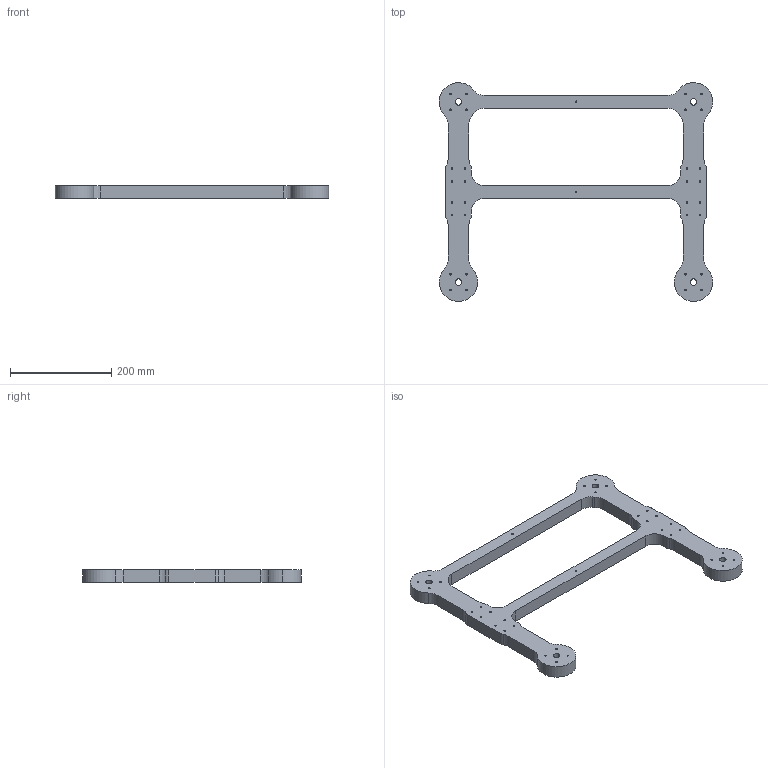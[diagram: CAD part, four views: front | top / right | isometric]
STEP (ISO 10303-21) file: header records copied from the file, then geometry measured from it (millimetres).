
FILE_DESCRIPTION (( 'STEP AP214' ), '1' );
FILE_NAME ('1006614-002-0113 - Motor Mount Frame_rA.STEP', '2019-08-27T19:15:37', ( '' ), ( '' ), 'SwSTEP 2.0', 'SolidWorks 2018', '' );
FILE_SCHEMA (( 'AUTOMOTIVE_DESIGN' ));
Length unit declared in the file: inch
Products named in the file (1): 1006614-002-0113 - Motor Mount Frame_rA
Bounding box: 539.34 x 431.23 x 25.4 mm (x, y, z)
Volume: 1622810.4 mm3; surface area: 226855.1 mm2
Topology: 1 solids, 1 shells, 139 faces, 411 edges, 274 vertices
Faces by surface type: cylinder 119, plane 20
Entity records: 4979 total; most frequent: DIRECTION 929, CARTESIAN_POINT 825, ORIENTED_EDGE 822, EDGE_CURVE 411, AXIS2_PLACEMENT_3D 378, VERTEX_POINT 274, CIRCLE 238, EDGE_LOOP 217
